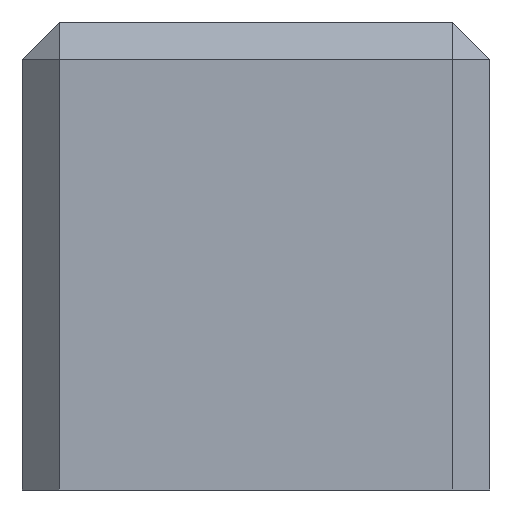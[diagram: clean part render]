
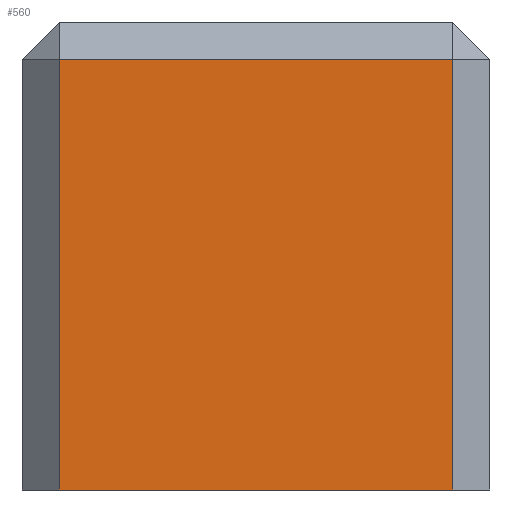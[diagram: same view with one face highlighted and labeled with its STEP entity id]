
A CAD part, front view. The second image highlights one B-rep face of the part: STEP entity #560.
In plain terms, the highlighted planar face has unit normal (0, -1, 0).
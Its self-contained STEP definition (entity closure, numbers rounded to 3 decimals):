
#533=AXIS2_PLACEMENT_3D('Plane Axis2P3D',#530,#531,#532) ;
#492=CARTESIAN_POINT('Vertex',(34.058,21.063,9.3)) ;
#515=CARTESIAN_POINT('Vertex',(34.058,21.063,0.)) ;
#518=CARTESIAN_POINT('Line Origine',(34.058,21.063,4.65)) ;
#530=CARTESIAN_POINT('Axis2P3D Location',(24.763,21.063,0.)) ;
#535=CARTESIAN_POINT('Line Origine',(29.81,21.063,0.)) ;
#539=CARTESIAN_POINT('Vertex',(25.563,21.063,0.)) ;
#542=CARTESIAN_POINT('Line Origine',(29.81,21.063,9.3)) ;
#546=CARTESIAN_POINT('Vertex',(25.563,21.063,9.3)) ;
#549=CARTESIAN_POINT('Line Origine',(25.563,21.063,4.65)) ;
#519=DIRECTION('Vector Direction',(0.,0.,1.)) ;
#531=DIRECTION('Axis2P3D Direction',(0.,-1.,0.)) ;
#532=DIRECTION('Axis2P3D XDirection',(1.,0.,0.)) ;
#536=DIRECTION('Vector Direction',(1.,0.,0.)) ;
#543=DIRECTION('Vector Direction',(1.,0.,0.)) ;
#550=DIRECTION('Vector Direction',(0.,0.,1.)) ;
#520=VECTOR('Line Direction',#519,1.) ;
#537=VECTOR('Line Direction',#536,1.) ;
#544=VECTOR('Line Direction',#543,1.) ;
#551=VECTOR('Line Direction',#550,1.) ;
#555=ORIENTED_EDGE('',*,*,#541,.T.) ;
#556=ORIENTED_EDGE('',*,*,#522,.T.) ;
#557=ORIENTED_EDGE('',*,*,#548,.F.) ;
#558=ORIENTED_EDGE('',*,*,#553,.F.) ;
#560=ADVANCED_FACE('Body.2',(#559),#534,.T.) ;
#522=EDGE_CURVE('',#516,#493,#521,.T.) ;
#541=EDGE_CURVE('',#540,#516,#538,.T.) ;
#548=EDGE_CURVE('',#547,#493,#545,.T.) ;
#553=EDGE_CURVE('',#540,#547,#552,.T.) ;
#554=EDGE_LOOP('',(#555,#556,#557,#558)) ;
#559=FACE_OUTER_BOUND('',#554,.T.) ;
#521=LINE('Line',#518,#520) ;
#538=LINE('Line',#535,#537) ;
#545=LINE('Line',#542,#544) ;
#552=LINE('Line',#549,#551) ;
#534=PLANE('',#533) ;
#493=VERTEX_POINT('',#492) ;
#516=VERTEX_POINT('',#515) ;
#540=VERTEX_POINT('',#539) ;
#547=VERTEX_POINT('',#546) ;
